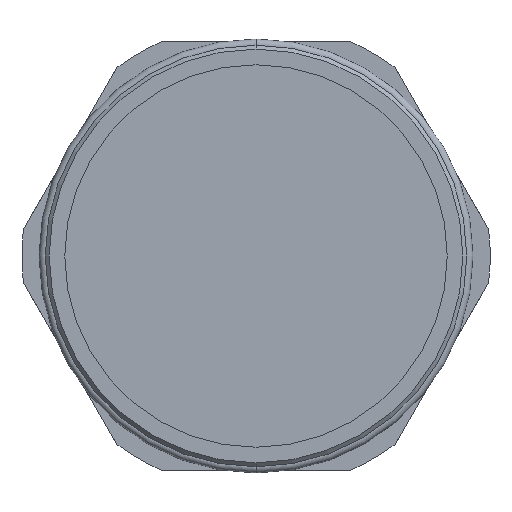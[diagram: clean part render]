
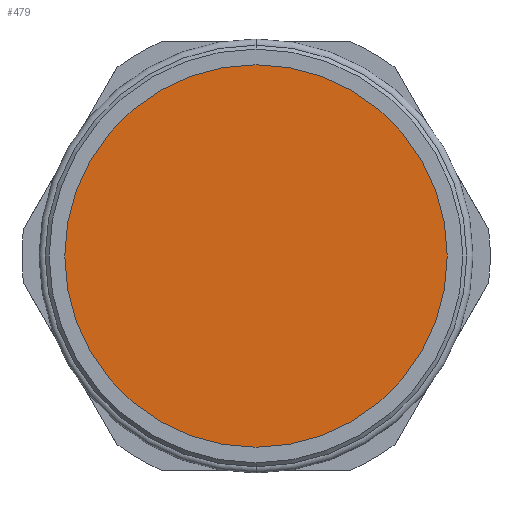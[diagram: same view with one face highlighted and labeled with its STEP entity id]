
A CAD part, front view. The second image highlights one B-rep face of the part: STEP entity #479.
In plain terms, the highlighted planar face has unit normal (0, -1, 0).
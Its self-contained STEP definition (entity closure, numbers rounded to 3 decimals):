
#119 = EDGE_CURVE ( 'NONE', #199, #149, #626, .T. ) ;
#149 = VERTEX_POINT ( 'NONE', #506 ) ;
#199 = VERTEX_POINT ( 'NONE', #548 ) ;
#202 = EDGE_CURVE ( 'NONE', #149, #199, #547, .T. ) ;
#299 = EDGE_LOOP ( 'NONE', ( #456, #478 ) ) ;
#456 = ORIENTED_EDGE ( 'NONE', *, *, #119, .T. ) ;
#478 = ORIENTED_EDGE ( 'NONE', *, *, #202, .T. ) ;
#479 = ADVANCED_FACE ( 'NONE', ( #867 ), #934, .F. ) ;
#506 = CARTESIAN_POINT ( 'NONE',  ( 0., -1.5, 24.5 ) ) ;
#547 = CIRCLE ( 'NONE', #584, 24.5 ) ;
#548 = CARTESIAN_POINT ( 'NONE',  ( 0., -1.5, -24.5 ) ) ;
#581 = DIRECTION ( 'NONE',  ( 0., 0., -1. ) ) ;
#582 = DIRECTION ( 'NONE',  ( 0., -1., 0. ) ) ;
#583 = CARTESIAN_POINT ( 'NONE',  ( 0., -1.5, 0. ) ) ;
#584 = AXIS2_PLACEMENT_3D ( 'NONE', #583, #582, #581 ) ;
#626 = CIRCLE ( 'NONE', #671, 24.5 ) ;
#642 = DIRECTION ( 'NONE',  ( 0., 0., -1. ) ) ;
#643 = DIRECTION ( 'NONE',  ( 0., -1., 0. ) ) ;
#644 = CARTESIAN_POINT ( 'NONE',  ( 0., -1.5, 0. ) ) ;
#671 = AXIS2_PLACEMENT_3D ( 'NONE', #644, #643, #642 ) ;
#867 = FACE_OUTER_BOUND ( 'NONE', #299, .T. ) ;
#872 = DIRECTION ( 'NONE',  ( 0., 0., 1. ) ) ;
#873 = DIRECTION ( 'NONE',  ( 0., 1., 0. ) ) ;
#874 = CARTESIAN_POINT ( 'NONE',  ( -24.5, -1.5, 0. ) ) ;
#930 = AXIS2_PLACEMENT_3D ( 'NONE', #874, #873, #872 ) ;
#934 = PLANE ( 'NONE',  #930 ) ;
